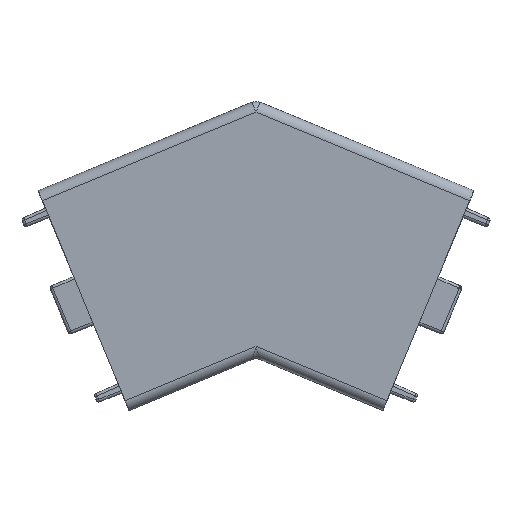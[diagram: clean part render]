
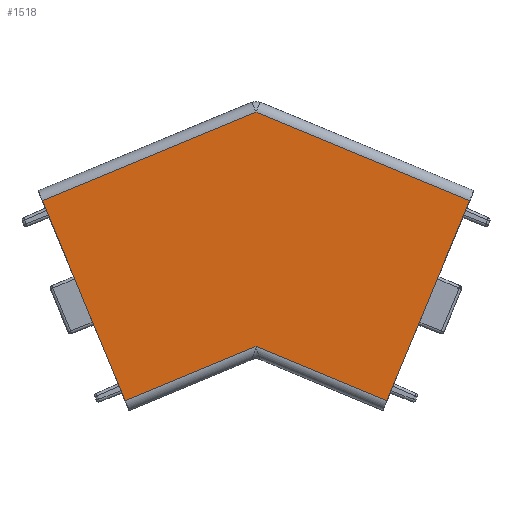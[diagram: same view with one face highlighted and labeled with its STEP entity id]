
A CAD part, top view. The second image highlights one B-rep face of the part: STEP entity #1518.
In plain terms, the highlighted planar face has unit normal (0, -0.026, 1).
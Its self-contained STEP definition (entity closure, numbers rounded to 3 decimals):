
#50 = LINE ( 'NONE', #13641, #568 ) ;
#561 = EDGE_CURVE ( 'NONE', #11635, #13796, #8747, .T. ) ;
#568 = VECTOR ( 'NONE', #11558, 1000. ) ;
#717 = EDGE_LOOP ( 'NONE', ( #11212, #10471, #9656, #5709, #13387, #3841 ) ) ;
#950 = VECTOR ( 'NONE', #14224, 1000. ) ;
#1436 = EDGE_CURVE ( 'NONE', #6585, #5864, #1665, .T. ) ;
#1518 = ADVANCED_FACE ( 'NONE', ( #10085 ), #13818, .T. ) ;
#1647 = VERTEX_POINT ( 'NONE', #10674 ) ;
#1665 = LINE ( 'NONE', #2915, #13653 ) ;
#1703 = DIRECTION ( 'NONE',  ( 0.924, -0.383, -0.01 ) ) ;
#1790 = DIRECTION ( 'NONE',  ( 0., -1., -0.026 ) ) ;
#1862 = DIRECTION ( 'NONE',  ( 0.383, 0.924, 0.024 ) ) ;
#2271 = CARTESIAN_POINT ( 'NONE',  ( 0., -22.241, 22.101 ) ) ;
#2915 = CARTESIAN_POINT ( 'NONE',  ( 0., -22.241, 22.101 ) ) ;
#3119 = CARTESIAN_POINT ( 'NONE',  ( 0., 22.137, 23.263 ) ) ;
#3671 = DIRECTION ( 'NONE',  ( 0., -0.026, 1. ) ) ;
#3841 = ORIENTED_EDGE ( 'NONE', *, *, #12326, .T. ) ;
#5238 = AXIS2_PLACEMENT_3D ( 'NONE', #13919, #3671, #1790 ) ;
#5314 = LINE ( 'NONE', #11692, #13535 ) ;
#5709 = ORIENTED_EDGE ( 'NONE', *, *, #561, .T. ) ;
#5864 = VERTEX_POINT ( 'NONE', #6823 ) ;
#6228 = VECTOR ( 'NONE', #12805, 1000. ) ;
#6585 = VERTEX_POINT ( 'NONE', #2271 ) ;
#6785 = LINE ( 'NONE', #14177, #950 ) ;
#6823 = CARTESIAN_POINT ( 'NONE',  ( 24.779, -32.505, 21.832 ) ) ;
#7050 = EDGE_CURVE ( 'NONE', #10921, #11635, #6785, .T. ) ;
#7102 = LINE ( 'NONE', #9751, #6228 ) ;
#7860 = EDGE_CURVE ( 'NONE', #5864, #10921, #5314, .T. ) ;
#8747 = LINE ( 'NONE', #3119, #9411 ) ;
#9411 = VECTOR ( 'NONE', #10007, 1000. ) ;
#9656 = ORIENTED_EDGE ( 'NONE', *, *, #7050, .T. ) ;
#9751 = CARTESIAN_POINT ( 'NONE',  ( -40.469, 5.374, 22.824 ) ) ;
#10007 = DIRECTION ( 'NONE',  ( -0.924, -0.383, -0.01 ) ) ;
#10085 = FACE_OUTER_BOUND ( 'NONE', #717, .T. ) ;
#10471 = ORIENTED_EDGE ( 'NONE', *, *, #7860, .T. ) ;
#10674 = CARTESIAN_POINT ( 'NONE',  ( -24.779, -32.505, 21.832 ) ) ;
#10921 = VERTEX_POINT ( 'NONE', #12854 ) ;
#11212 = ORIENTED_EDGE ( 'NONE', *, *, #1436, .T. ) ;
#11558 = DIRECTION ( 'NONE',  ( 0.924, 0.383, 0.01 ) ) ;
#11635 = VERTEX_POINT ( 'NONE', #11850 ) ;
#11692 = CARTESIAN_POINT ( 'NONE',  ( 24.779, -32.505, 21.832 ) ) ;
#11850 = CARTESIAN_POINT ( 'NONE',  ( 0., 22.137, 23.263 ) ) ;
#12326 = EDGE_CURVE ( 'NONE', #1647, #6585, #50, .T. ) ;
#12805 = DIRECTION ( 'NONE',  ( 0.383, -0.924, -0.024 ) ) ;
#12854 = CARTESIAN_POINT ( 'NONE',  ( 40.469, 5.374, 22.824 ) ) ;
#13387 = ORIENTED_EDGE ( 'NONE', *, *, #13807, .T. ) ;
#13535 = VECTOR ( 'NONE', #1862, 1000. ) ;
#13641 = CARTESIAN_POINT ( 'NONE',  ( -24.779, -32.505, 21.832 ) ) ;
#13653 = VECTOR ( 'NONE', #1703, 1000. ) ;
#13796 = VERTEX_POINT ( 'NONE', #13908 ) ;
#13807 = EDGE_CURVE ( 'NONE', #13796, #1647, #7102, .T. ) ;
#13818 = PLANE ( 'NONE',  #5238 ) ;
#13908 = CARTESIAN_POINT ( 'NONE',  ( -40.469, 5.374, 22.824 ) ) ;
#13919 = CARTESIAN_POINT ( 'NONE',  ( 0., -6.986, 22.5 ) ) ;
#14177 = CARTESIAN_POINT ( 'NONE',  ( 40.469, 5.374, 22.824 ) ) ;
#14224 = DIRECTION ( 'NONE',  ( -0.924, 0.383, 0.01 ) ) ;
